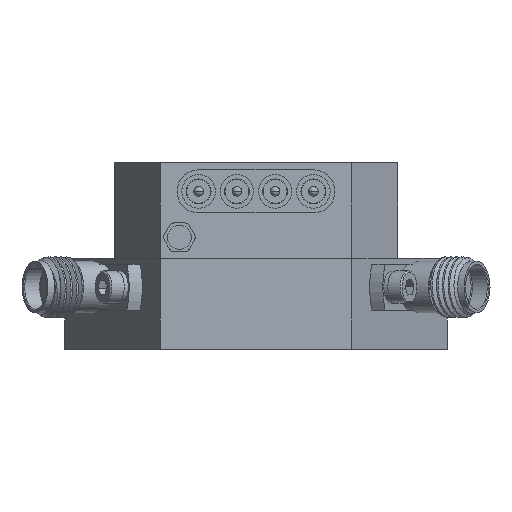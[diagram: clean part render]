
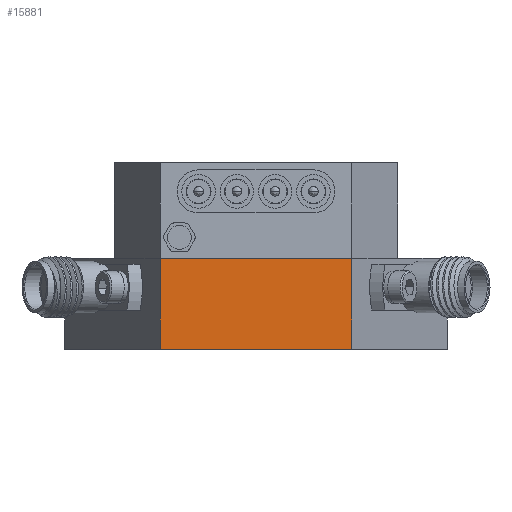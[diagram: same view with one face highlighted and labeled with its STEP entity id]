
A CAD part, front view. The second image highlights one B-rep face of the part: STEP entity #15881.
In plain terms, the highlighted planar face has unit normal (0, -1, 0).
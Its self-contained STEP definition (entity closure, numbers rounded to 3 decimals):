
#2549 = VERTEX_POINT ( 'NONE', #21941 ) ;
#2791 = CARTESIAN_POINT ( 'NONE',  ( -57.084, 62.017, -19.5 ) ) ;
#3395 = VECTOR ( 'NONE', #51981, 1000. ) ;
#4035 = CARTESIAN_POINT ( 'NONE',  ( -57.084, 62.017, -10. ) ) ;
#8198 = LINE ( 'NONE', #42287, #3395 ) ;
#11177 = LINE ( 'NONE', #14887, #20693 ) ;
#12287 = VERTEX_POINT ( 'NONE', #4035 ) ;
#14145 = EDGE_CURVE ( 'NONE', #2549, #16874, #8198, .T. ) ;
#14887 = CARTESIAN_POINT ( 'NONE',  ( -57.084, 62.017, -19.5 ) ) ;
#15881 = ADVANCED_FACE ( 'NONE', ( #45429 ), #28531, .T. ) ;
#16874 = VERTEX_POINT ( 'NONE', #54894 ) ;
#17739 = ORIENTED_EDGE ( 'NONE', *, *, #14145, .T. ) ;
#18757 = VECTOR ( 'NONE', #19069, 1000. ) ;
#19069 = DIRECTION ( 'NONE',  ( 1., 0., 0. ) ) ;
#20693 = VECTOR ( 'NONE', #32336, 1000. ) ;
#21941 = CARTESIAN_POINT ( 'NONE',  ( -37.084, 62.017, -19.5 ) ) ;
#22012 = CARTESIAN_POINT ( 'NONE',  ( -57.084, 62.017, -19.5 ) ) ;
#23549 = CARTESIAN_POINT ( 'NONE',  ( -57.084, 62.017, -10. ) ) ;
#27813 = VECTOR ( 'NONE', #49324, 1000. ) ;
#28531 = PLANE ( 'NONE',  #56411 ) ;
#32336 = DIRECTION ( 'NONE',  ( 0., 0., 1. ) ) ;
#32425 = LINE ( 'NONE', #23549, #27813 ) ;
#33517 = ORIENTED_EDGE ( 'NONE', *, *, #50893, .F. ) ;
#40609 = EDGE_CURVE ( 'NONE', #54338, #2549, #46283, .T. ) ;
#40968 = EDGE_LOOP ( 'NONE', ( #55165, #33517, #45770, #17739 ) ) ;
#42287 = CARTESIAN_POINT ( 'NONE',  ( -37.084, 62.017, -19.5 ) ) ;
#45429 = FACE_OUTER_BOUND ( 'NONE', #40968, .T. ) ;
#45770 = ORIENTED_EDGE ( 'NONE', *, *, #40609, .T. ) ;
#46005 = DIRECTION ( 'NONE',  ( 0., -1., 0. ) ) ;
#46283 = LINE ( 'NONE', #2791, #18757 ) ;
#49324 = DIRECTION ( 'NONE',  ( 1., 0., 0. ) ) ;
#50566 = DIRECTION ( 'NONE',  ( 0., 0., -1. ) ) ;
#50893 = EDGE_CURVE ( 'NONE', #54338, #12287, #11177, .T. ) ;
#51981 = DIRECTION ( 'NONE',  ( 0., 0., 1. ) ) ;
#54014 = CARTESIAN_POINT ( 'NONE',  ( -57.084, 62.017, -19.5 ) ) ;
#54338 = VERTEX_POINT ( 'NONE', #22012 ) ;
#54894 = CARTESIAN_POINT ( 'NONE',  ( -37.084, 62.017, -10. ) ) ;
#55165 = ORIENTED_EDGE ( 'NONE', *, *, #55238, .F. ) ;
#55238 = EDGE_CURVE ( 'NONE', #12287, #16874, #32425, .T. ) ;
#56411 = AXIS2_PLACEMENT_3D ( 'NONE', #54014, #46005, #50566 ) ;
